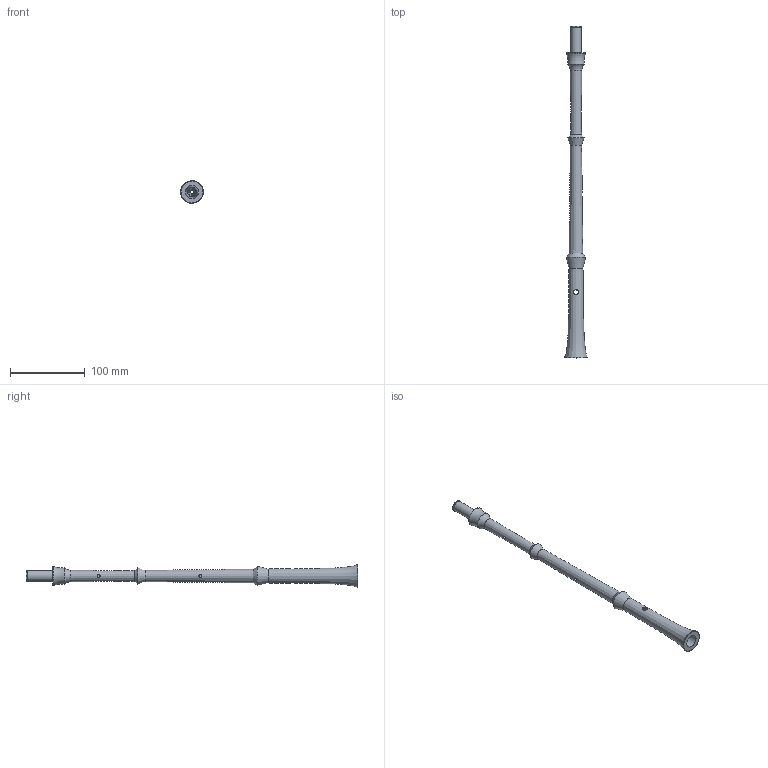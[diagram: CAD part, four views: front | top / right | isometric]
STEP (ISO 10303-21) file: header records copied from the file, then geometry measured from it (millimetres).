
FILE_DESCRIPTION(/* description */ (''),/* implementation_level */ '2;1');
FILE_NAME(/* name */ 'Sectioned under 180mm v2.step',/* time_stamp */ '2021-09-06T14:17:54-07:00',/* author */ (''),/* organization */ (''),/* preprocessor_version */ 'ST-DEVELOPER v18.1',/* originating_system */ 'Autodesk Translation Framework v10.10.0.1391',/* authorisation */ '');
FILE_SCHEMA (('AUTOMOTIVE_DESIGN { 1 0 10303 214 3 1 1 }'));
Length unit declared in the file: millimetre
Products named in the file (1): Sectioned under 180mm
Bounding box: 30.14 x 445 x 30.14 mm (x, y, z)
Volume: 75427.7 mm3; surface area: 42497.5 mm2
Topology: 3 solids, 3 shells, 59 faces, 180 edges, 118 vertices
Faces by surface type: cone 22, cylinder 18, plane 12, bspline 4, torus 3
Full cylindrical faces by diameter (mm): 3.8 x1, 3.9 x2, 3.95 x1, 4.4 x1, 4.8 x1, 5.4 x1, 5.8 x1, 6.2 x1, 6.8 x1, 6.83 x2, 10.8 x1, 11 x1, 14 x1, 15 x1, 15.083 x1, 15.283 x1
Entity records: 4921 total; most frequent: CARTESIAN_POINT 3351, ORIENTED_EDGE 360, DIRECTION 265, EDGE_CURVE 180, VERTEX_POINT 118, AXIS2_PLACEMENT_3D 109, EDGE_LOOP 78, B_SPLINE_CURVE_WITH_KNOTS 70
